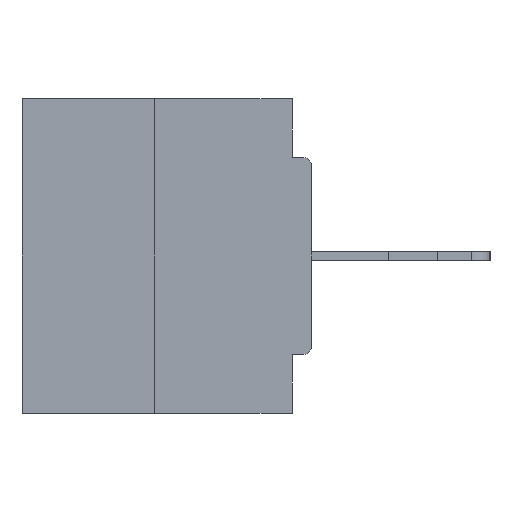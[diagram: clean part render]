
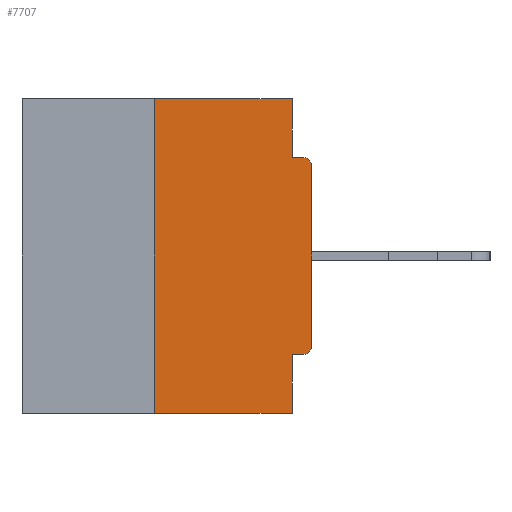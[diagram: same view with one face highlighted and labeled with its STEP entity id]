
A CAD part, left-side view. The second image highlights one B-rep face of the part: STEP entity #7707.
In plain terms, the highlighted planar face has unit normal (-1, 0, 0).
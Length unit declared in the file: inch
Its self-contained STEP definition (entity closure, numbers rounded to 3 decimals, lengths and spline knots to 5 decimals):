
#162 = DIRECTION ( 'NONE',  ( -1., 0., 0. ) ) ;
#1728 = ORIENTED_EDGE ( 'NONE', *, *, #11874, .F. ) ;
#2109 = CARTESIAN_POINT ( 'NONE',  ( 0., 0.031, -0.5 ) ) ;
#2193 = ORIENTED_EDGE ( 'NONE', *, *, #11642, .F. ) ;
#2512 = CIRCLE ( 'NONE', #19946, 0.015 ) ;
#2909 = CARTESIAN_POINT ( 'NONE',  ( 0., 0., -0.0935 ) ) ;
#3117 = ORIENTED_EDGE ( 'NONE', *, *, #20320, .F. ) ;
#3709 = CARTESIAN_POINT ( 'NONE',  ( 0., 0.25, 0. ) ) ;
#3854 = ORIENTED_EDGE ( 'NONE', *, *, #26073, .F. ) ;
#3906 = VERTEX_POINT ( 'NONE', #18762 ) ;
#4065 = VECTOR ( 'NONE', #8040, 39.37008 ) ;
#4076 = DIRECTION ( 'NONE',  ( 0., 0., -1. ) ) ;
#4088 = LINE ( 'NONE', #19166, #24630 ) ;
#4331 = LINE ( 'NONE', #11509, #30679 ) ;
#5454 = ORIENTED_EDGE ( 'NONE', *, *, #27042, .T. ) ;
#6686 = ORIENTED_EDGE ( 'NONE', *, *, #7034, .T. ) ;
#6875 = CARTESIAN_POINT ( 'NONE',  ( 0., 0.015, -0.0935 ) ) ;
#7034 = EDGE_CURVE ( 'NONE', #3906, #22277, #19735, .T. ) ;
#7151 = DIRECTION ( 'NONE',  ( 0., 1., 0. ) ) ;
#7347 = DIRECTION ( 'NONE',  ( -1., 0., 0. ) ) ;
#7642 = DIRECTION ( 'NONE',  ( 0., 0., -1. ) ) ;
#7707 = ADVANCED_FACE ( 'NONE', ( #18270 ), #16076, .F. ) ;
#8040 = DIRECTION ( 'NONE',  ( 0., -1., 0. ) ) ;
#8238 = VECTOR ( 'NONE', #15087, 39.37008 ) ;
#8800 = AXIS2_PLACEMENT_3D ( 'NONE', #14218, #7347, #7642 ) ;
#8802 = VERTEX_POINT ( 'NONE', #6875 ) ;
#9006 = VERTEX_POINT ( 'NONE', #26682 ) ;
#9566 = VECTOR ( 'NONE', #11628, 39.37008 ) ;
#10417 = VERTEX_POINT ( 'NONE', #23072 ) ;
#10553 = LINE ( 'NONE', #22569, #8238 ) ;
#10630 = DIRECTION ( 'NONE',  ( 0., 0., -1. ) ) ;
#11509 = CARTESIAN_POINT ( 'NONE',  ( 0., 0.25, 0. ) ) ;
#11628 = DIRECTION ( 'NONE',  ( 0., 0., -1. ) ) ;
#11642 = EDGE_CURVE ( 'NONE', #3906, #23808, #4331, .T. ) ;
#11874 = EDGE_CURVE ( 'NONE', #23808, #9006, #10553, .T. ) ;
#12500 = DIRECTION ( 'NONE',  ( 0., 0., 1. ) ) ;
#12929 = CARTESIAN_POINT ( 'NONE',  ( 0., 0.031, -0.5 ) ) ;
#12973 = LINE ( 'NONE', #22501, #14238 ) ;
#14218 = CARTESIAN_POINT ( 'NONE',  ( 0., 0.015, -0.3915 ) ) ;
#14238 = VECTOR ( 'NONE', #10630, 39.37008 ) ;
#14887 = ORIENTED_EDGE ( 'NONE', *, *, #23092, .T. ) ;
#15087 = DIRECTION ( 'NONE',  ( 0., -1., 0. ) ) ;
#15163 = VERTEX_POINT ( 'NONE', #18017 ) ;
#15728 = LINE ( 'NONE', #2109, #9566 ) ;
#16076 = PLANE ( 'NONE',  #28732 ) ;
#16158 = VECTOR ( 'NONE', #12500, 39.37008 ) ;
#16720 = EDGE_LOOP ( 'NONE', ( #1728, #2193, #6686, #3117, #18113, #5454, #18469, #14887, #28785, #3854 ) ) ;
#16882 = CARTESIAN_POINT ( 'NONE',  ( 0., 0.015, -0.1085 ) ) ;
#18017 = CARTESIAN_POINT ( 'NONE',  ( 0., 0., -0.1085 ) ) ;
#18113 = ORIENTED_EDGE ( 'NONE', *, *, #28912, .F. ) ;
#18270 = FACE_OUTER_BOUND ( 'NONE', #16720, .T. ) ;
#18469 = ORIENTED_EDGE ( 'NONE', *, *, #23334, .T. ) ;
#18762 = CARTESIAN_POINT ( 'NONE',  ( 0., 0.25, -0.5 ) ) ;
#19166 = CARTESIAN_POINT ( 'NONE',  ( 0., 0., -0.4065 ) ) ;
#19584 = CARTESIAN_POINT ( 'NONE',  ( 0., 0.46, -0.5 ) ) ;
#19735 = LINE ( 'NONE', #19584, #21777 ) ;
#19843 = LINE ( 'NONE', #29217, #16158 ) ;
#19919 = EDGE_CURVE ( 'NONE', #21319, #8802, #24921, .T. ) ;
#19946 = AXIS2_PLACEMENT_3D ( 'NONE', #16882, #162, #26719 ) ;
#20100 = VERTEX_POINT ( 'NONE', #23506 ) ;
#20165 = CARTESIAN_POINT ( 'NONE',  ( 0., 0., -0.3915 ) ) ;
#20320 = EDGE_CURVE ( 'NONE', #20100, #22277, #15728, .T. ) ;
#21319 = VERTEX_POINT ( 'NONE', #25923 ) ;
#21777 = VECTOR ( 'NONE', #24123, 39.37008 ) ;
#22277 = VERTEX_POINT ( 'NONE', #12929 ) ;
#22501 = CARTESIAN_POINT ( 'NONE',  ( 0., 0.031, 0. ) ) ;
#22569 = CARTESIAN_POINT ( 'NONE',  ( 0., 0.46, 0. ) ) ;
#23072 = CARTESIAN_POINT ( 'NONE',  ( 0., 0.015, -0.4065 ) ) ;
#23092 = EDGE_CURVE ( 'NONE', #15163, #8802, #2512, .T. ) ;
#23334 = EDGE_CURVE ( 'NONE', #27925, #15163, #19843, .T. ) ;
#23506 = CARTESIAN_POINT ( 'NONE',  ( 0., 0.031, -0.4065 ) ) ;
#23808 = VERTEX_POINT ( 'NONE', #3709 ) ;
#24123 = DIRECTION ( 'NONE',  ( 0., -1., 0. ) ) ;
#24630 = VECTOR ( 'NONE', #7151, 39.37008 ) ;
#24921 = LINE ( 'NONE', #2909, #4065 ) ;
#25479 = DIRECTION ( 'NONE',  ( 1., 0., 0. ) ) ;
#25923 = CARTESIAN_POINT ( 'NONE',  ( 0., 0.031, -0.0935 ) ) ;
#26073 = EDGE_CURVE ( 'NONE', #9006, #21319, #12973, .T. ) ;
#26682 = CARTESIAN_POINT ( 'NONE',  ( 0., 0.031, 0. ) ) ;
#26719 = DIRECTION ( 'NONE',  ( 0., 0., -1. ) ) ;
#27042 = EDGE_CURVE ( 'NONE', #10417, #27925, #29244, .T. ) ;
#27925 = VERTEX_POINT ( 'NONE', #20165 ) ;
#28732 = AXIS2_PLACEMENT_3D ( 'NONE', #30613, #25479, #4076 ) ;
#28785 = ORIENTED_EDGE ( 'NONE', *, *, #19919, .F. ) ;
#28912 = EDGE_CURVE ( 'NONE', #10417, #20100, #4088, .T. ) ;
#29217 = CARTESIAN_POINT ( 'NONE',  ( 0., 0., 0. ) ) ;
#29244 = CIRCLE ( 'NONE', #8800, 0.015 ) ;
#30564 = DIRECTION ( 'NONE',  ( 0., 0., 1. ) ) ;
#30613 = CARTESIAN_POINT ( 'NONE',  ( 0., 0.46, 0. ) ) ;
#30679 = VECTOR ( 'NONE', #30564, 39.37008 ) ;
